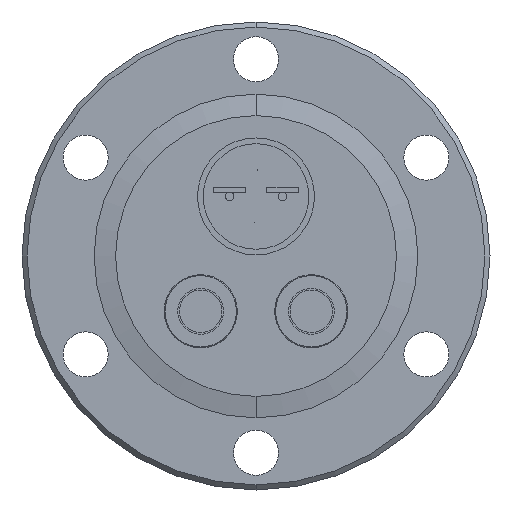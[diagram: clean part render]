
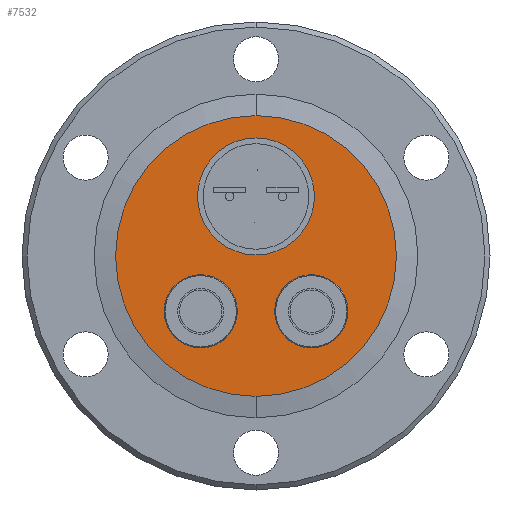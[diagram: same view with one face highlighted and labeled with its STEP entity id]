
A CAD part, front view. The second image highlights one B-rep face of the part: STEP entity #7532.
In plain terms, the highlighted planar face has unit normal (0, -1, 0).
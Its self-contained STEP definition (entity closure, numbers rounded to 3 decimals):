
#166 = AXIS2_PLACEMENT_3D ( 'NONE', #7880, #3776, #8552 ) ;
#178 = EDGE_CURVE ( 'NONE', #3666, #7233, #4311, .T. ) ;
#211 = CIRCLE ( 'NONE', #166, 5.461 ) ;
#661 = DIRECTION ( 'NONE',  ( 0., 1., 0. ) ) ;
#923 = ORIENTED_EDGE ( 'NONE', *, *, #3486, .F. ) ;
#1009 = CARTESIAN_POINT ( 'NONE',  ( 8.255, 18.393, -8.255 ) ) ;
#1037 = FACE_BOUND ( 'NONE', #7935, .T. ) ;
#1376 = AXIS2_PLACEMENT_3D ( 'NONE', #2464, #7252, #3119 ) ;
#1500 = CARTESIAN_POINT ( 'NONE',  ( 0., 18.393, 20.955 ) ) ;
#1609 = CIRCLE ( 'NONE', #1376, 8.725 ) ;
#1687 = DIRECTION ( 'NONE',  ( 0., 0., -1. ) ) ;
#1710 = ORIENTED_EDGE ( 'NONE', *, *, #178, .F. ) ;
#1939 = CARTESIAN_POINT ( 'NONE',  ( 8.255, 18.393, -13.716 ) ) ;
#2209 = FACE_BOUND ( 'NONE', #7772, .T. ) ;
#2417 = FACE_BOUND ( 'NONE', #6804, .T. ) ;
#2425 = AXIS2_PLACEMENT_3D ( 'NONE', #8846, #661, #5481 ) ;
#2464 = CARTESIAN_POINT ( 'NONE',  ( 0., 18.393, 8.89 ) ) ;
#2603 = ORIENTED_EDGE ( 'NONE', *, *, #8628, .F. ) ;
#2673 = VERTEX_POINT ( 'NONE', #6116 ) ;
#2678 = AXIS2_PLACEMENT_3D ( 'NONE', #7378, #3252, #8049 ) ;
#2682 = DIRECTION ( 'NONE',  ( 0., -1., 0. ) ) ;
#2724 = EDGE_CURVE ( 'NONE', #7668, #7932, #5918, .T. ) ;
#2762 = VERTEX_POINT ( 'NONE', #7185 ) ;
#2802 = EDGE_CURVE ( 'NONE', #2673, #6180, #1609, .T. ) ;
#3119 = DIRECTION ( 'NONE',  ( 0., 0., 1. ) ) ;
#3252 = DIRECTION ( 'NONE',  ( 0., -1., 0. ) ) ;
#3285 = DIRECTION ( 'NONE',  ( 0., -1., 0. ) ) ;
#3486 = EDGE_CURVE ( 'NONE', #2762, #4689, #211, .T. ) ;
#3666 = VERTEX_POINT ( 'NONE', #1939 ) ;
#3703 = DIRECTION ( 'NONE',  ( 0., -1., 0. ) ) ;
#3776 = DIRECTION ( 'NONE',  ( 0., -1., 0. ) ) ;
#3918 = CARTESIAN_POINT ( 'NONE',  ( 0., 18.393, 8.89 ) ) ;
#3921 = ORIENTED_EDGE ( 'NONE', *, *, #2724, .T. ) ;
#4311 = CIRCLE ( 'NONE', #2678, 5.461 ) ;
#4394 = CARTESIAN_POINT ( 'NONE',  ( 8.255, 18.393, -2.794 ) ) ;
#4566 = EDGE_CURVE ( 'NONE', #7233, #3666, #6614, .T. ) ;
#4619 = DIRECTION ( 'NONE',  ( 0., 0., 1. ) ) ;
#4689 = VERTEX_POINT ( 'NONE', #5235 ) ;
#4778 = EDGE_CURVE ( 'NONE', #7932, #7668, #4903, .T. ) ;
#4903 = CIRCLE ( 'NONE', #6649, 20.955 ) ;
#5012 = AXIS2_PLACEMENT_3D ( 'NONE', #6778, #2682, #7463 ) ;
#5235 = CARTESIAN_POINT ( 'NONE',  ( -8.255, 18.393, -13.716 ) ) ;
#5481 = DIRECTION ( 'NONE',  ( 0., 0., 1. ) ) ;
#5812 = DIRECTION ( 'NONE',  ( 0., -1., 0. ) ) ;
#5918 = CIRCLE ( 'NONE', #6584, 20.955 ) ;
#6116 = CARTESIAN_POINT ( 'NONE',  ( 0., 18.393, 0.165 ) ) ;
#6180 = VERTEX_POINT ( 'NONE', #7487 ) ;
#6278 = CARTESIAN_POINT ( 'NONE',  ( 0., 18.393, -20.955 ) ) ;
#6584 = AXIS2_PLACEMENT_3D ( 'NONE', #7808, #3703, #8471 ) ;
#6614 = CIRCLE ( 'NONE', #7725, 5.461 ) ;
#6649 = AXIS2_PLACEMENT_3D ( 'NONE', #7410, #3285, #8073 ) ;
#6778 = CARTESIAN_POINT ( 'NONE',  ( -8.255, 18.393, -8.255 ) ) ;
#6804 = EDGE_LOOP ( 'NONE', ( #7360, #923 ) ) ;
#7185 = CARTESIAN_POINT ( 'NONE',  ( -8.255, 18.393, -2.794 ) ) ;
#7233 = VERTEX_POINT ( 'NONE', #4394 ) ;
#7252 = DIRECTION ( 'NONE',  ( 0., -1., 0. ) ) ;
#7324 = ORIENTED_EDGE ( 'NONE', *, *, #2802, .F. ) ;
#7360 = ORIENTED_EDGE ( 'NONE', *, *, #7788, .F. ) ;
#7364 = CIRCLE ( 'NONE', #5012, 5.461 ) ;
#7378 = CARTESIAN_POINT ( 'NONE',  ( 8.255, 18.393, -8.255 ) ) ;
#7410 = CARTESIAN_POINT ( 'NONE',  ( 0., 18.393, 0. ) ) ;
#7463 = DIRECTION ( 'NONE',  ( 0., 0., -1. ) ) ;
#7487 = CARTESIAN_POINT ( 'NONE',  ( 0., 18.393, 17.615 ) ) ;
#7532 = ADVANCED_FACE ( 'NONE', ( #2417, #2209, #7657, #1037 ), #8160, .F. ) ;
#7583 = AXIS2_PLACEMENT_3D ( 'NONE', #3918, #8704, #4619 ) ;
#7657 = FACE_OUTER_BOUND ( 'NONE', #8001, .T. ) ;
#7668 = VERTEX_POINT ( 'NONE', #1500 ) ;
#7725 = AXIS2_PLACEMENT_3D ( 'NONE', #1009, #5812, #1687 ) ;
#7772 = EDGE_LOOP ( 'NONE', ( #1710, #8343 ) ) ;
#7788 = EDGE_CURVE ( 'NONE', #4689, #2762, #7364, .T. ) ;
#7808 = CARTESIAN_POINT ( 'NONE',  ( 0., 18.393, 0. ) ) ;
#7842 = ORIENTED_EDGE ( 'NONE', *, *, #4778, .T. ) ;
#7856 = CIRCLE ( 'NONE', #7583, 8.725 ) ;
#7880 = CARTESIAN_POINT ( 'NONE',  ( -8.255, 18.393, -8.255 ) ) ;
#7932 = VERTEX_POINT ( 'NONE', #6278 ) ;
#7935 = EDGE_LOOP ( 'NONE', ( #2603, #7324 ) ) ;
#8001 = EDGE_LOOP ( 'NONE', ( #7842, #3921 ) ) ;
#8049 = DIRECTION ( 'NONE',  ( 0., 0., -1. ) ) ;
#8073 = DIRECTION ( 'NONE',  ( 0., 0., -1. ) ) ;
#8160 = PLANE ( 'NONE',  #2425 ) ;
#8343 = ORIENTED_EDGE ( 'NONE', *, *, #4566, .F. ) ;
#8471 = DIRECTION ( 'NONE',  ( 0., 0., -1. ) ) ;
#8552 = DIRECTION ( 'NONE',  ( 0., 0., -1. ) ) ;
#8628 = EDGE_CURVE ( 'NONE', #6180, #2673, #7856, .T. ) ;
#8704 = DIRECTION ( 'NONE',  ( 0., -1., 0. ) ) ;
#8846 = CARTESIAN_POINT ( 'NONE',  ( 0., 18.393, 0.165 ) ) ;
